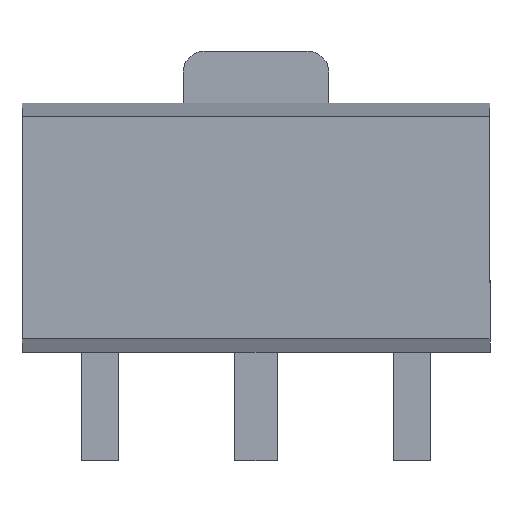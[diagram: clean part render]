
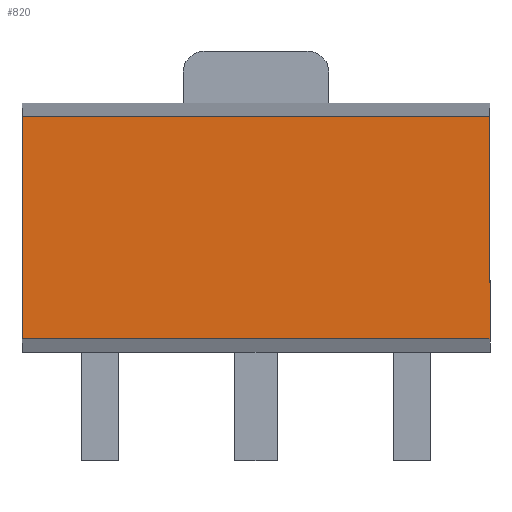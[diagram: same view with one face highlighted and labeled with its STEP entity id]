
A CAD part, top view. The second image highlights one B-rep face of the part: STEP entity #820.
In plain terms, the highlighted planar face has unit normal (0, 0, 1).
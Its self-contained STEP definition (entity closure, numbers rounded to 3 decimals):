
#763=CARTESIAN_POINT('',(2.25,1.121,1.4));
#764=VERTEX_POINT('',#763);
#771=CARTESIAN_POINT('',(2.25,-1.016,1.4));
#772=VERTEX_POINT('',#771);
#773=CARTESIAN_POINT('',(2.25,-1.016,1.4));
#774=DIRECTION('',(0.0,1.0,0.0));
#775=VECTOR('',#774,2.137);
#776=LINE('',#773,#775);
#777=EDGE_CURVE('',#772,#764,#776,.T.);
#790=CARTESIAN_POINT('',(0.,1.25,1.4));
#791=DIRECTION('',(0.0,0.0,-1.0));
#792=DIRECTION('',(-1.0,0.0,0.0));
#793=AXIS2_PLACEMENT_3D('',#790,#791,#792);
#794=PLANE('',#793);
#795=ORIENTED_EDGE('',*,*,#777,.T.);
#796=CARTESIAN_POINT('',(-2.25,1.121,1.4));
#797=VERTEX_POINT('',#796);
#798=CARTESIAN_POINT('',(2.25,1.121,1.4));
#799=DIRECTION('',(-1.0,0.0,0.0));
#800=VECTOR('',#799,4.5);
#801=LINE('',#798,#800);
#802=EDGE_CURVE('',#764,#797,#801,.T.);
#803=ORIENTED_EDGE('',*,*,#802,.T.);
#804=CARTESIAN_POINT('',(-2.25,-1.016,1.4));
#805=VERTEX_POINT('',#804);
#806=CARTESIAN_POINT('',(-2.25,-1.016,1.4));
#807=DIRECTION('',(0.0,1.0,0.0));
#808=VECTOR('',#807,2.137);
#809=LINE('',#806,#808);
#810=EDGE_CURVE('',#805,#797,#809,.T.);
#811=ORIENTED_EDGE('',*,*,#810,.F.);
#812=CARTESIAN_POINT('',(-2.25,-1.016,1.4));
#813=DIRECTION('',(1.0,0.0,0.0));
#814=VECTOR('',#813,4.5);
#815=LINE('',#812,#814);
#816=EDGE_CURVE('',#805,#772,#815,.T.);
#817=ORIENTED_EDGE('',*,*,#816,.T.);
#818=EDGE_LOOP('',(#795,#803,#811,#817));
#819=FACE_OUTER_BOUND('',#818,.T.);
#820=ADVANCED_FACE('',(#819),#794,.F.);
